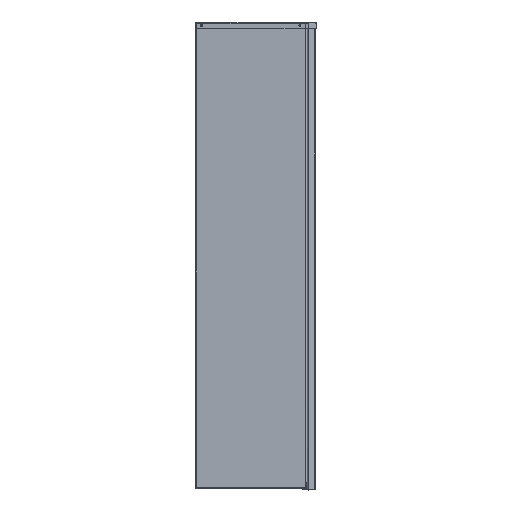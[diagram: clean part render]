
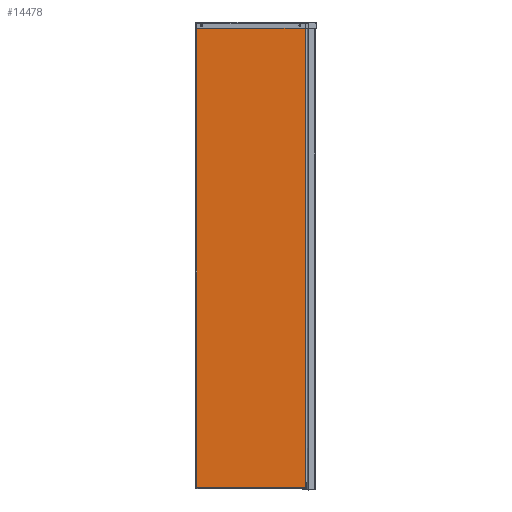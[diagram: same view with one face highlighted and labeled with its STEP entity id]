
A CAD part, top view. The second image highlights one B-rep face of the part: STEP entity #14478.
In plain terms, the highlighted planar face has unit normal (0, 0, 1).
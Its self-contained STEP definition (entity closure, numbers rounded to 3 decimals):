
#14478=ADVANCED_FACE('',(#28439,#28441,#28443),#28445,.T.);
#28439=FACE_BOUND('',#28440,.T.);
#28440=EDGE_LOOP('',(#37590,#37591,#37592,#37593,#37594,#37595,#37596,#37597,#37598,
#37599));
#28441=FACE_BOUND('',#28442,.T.);
#28442=EDGE_LOOP('',(#37600));
#28443=FACE_BOUND('',#28444,.T.);
#28444=EDGE_LOOP('',(#37601,#37602,#37603,#37604));
#28445=PLANE('',#28446);
#28446=AXIS2_PLACEMENT_3D('',#28447,#28448,#28449);
#28447=CARTESIAN_POINT('',(3100.664,274.759,1.));
#28448=DIRECTION('',(0.,0.,1.));
#28449=DIRECTION('',(1.,0.,0.));
#37590=ORIENTED_EDGE('',*,*,#42241,.F.);
#37591=ORIENTED_EDGE('',*,*,#42242,.T.);
#37592=ORIENTED_EDGE('',*,*,#42243,.T.);
#37593=ORIENTED_EDGE('',*,*,#42228,.F.);
#37594=ORIENTED_EDGE('',*,*,#42227,.F.);
#37595=ORIENTED_EDGE('',*,*,#42225,.F.);
#37596=ORIENTED_EDGE('',*,*,#42220,.F.);
#37597=ORIENTED_EDGE('',*,*,#42219,.F.);
#37598=ORIENTED_EDGE('',*,*,#42218,.F.);
#37599=ORIENTED_EDGE('',*,*,#42216,.T.);
#37600=ORIENTED_EDGE('',*,*,#41482,.T.);
#37601=ORIENTED_EDGE('',*,*,#42240,.T.);
#37602=ORIENTED_EDGE('',*,*,#42237,.T.);
#37603=ORIENTED_EDGE('',*,*,#42235,.T.);
#37604=ORIENTED_EDGE('',*,*,#42232,.T.);
#41482=EDGE_CURVE('',#47980,#47980,#47981,.T.);
#42216=EDGE_CURVE('',#49139,#49197,#49208,.T.);
#42218=EDGE_CURVE('',#49139,#49168,#49210,.T.);
#42219=EDGE_CURVE('',#49168,#49179,#49211,.T.);
#42220=EDGE_CURVE('',#49179,#49212,#49213,.T.);
#42225=EDGE_CURVE('',#49212,#49218,#49221,.T.);
#42227=EDGE_CURVE('',#49218,#49186,#49223,.T.);
#42228=EDGE_CURVE('',#49186,#49205,#49224,.T.);
#42232=EDGE_CURVE('',#49226,#49230,#49232,.T.);
#42235=EDGE_CURVE('',#49234,#49226,#49237,.T.);
#42237=EDGE_CURVE('',#49240,#49234,#49241,.T.);
#42240=EDGE_CURVE('',#49230,#49240,#49244,.T.);
#42241=EDGE_CURVE('',#49245,#49197,#49246,.T.);
#42242=EDGE_CURVE('',#49245,#49247,#49248,.T.);
#42243=EDGE_CURVE('',#49247,#49205,#49249,.T.);
#47980=VERTEX_POINT('',#65304);
#47981=CIRCLE('',#65305,2.25);
#49139=VERTEX_POINT('',#68277);
#49168=VERTEX_POINT('',#68455);
#49179=VERTEX_POINT('',#68514);
#49186=VERTEX_POINT('',#68582);
#49197=VERTEX_POINT('',#68634);
#49205=VERTEX_POINT('',#68679);
#49208=LINE('',#68715,#68716);
#49210=CIRCLE('',#68722,2.251);
#49211=LINE('',#68726,#68727);
#49212=VERTEX_POINT('',#68729);
#49213=CIRCLE('',#68730,2.251);
#49218=VERTEX_POINT('',#68743);
#49221=CIRCLE('',#68751,2.);
#49223=LINE('',#68758,#68759);
#49224=LINE('',#68761,#68762);
#49226=VERTEX_POINT('',#68765);
#49230=VERTEX_POINT('',#68774);
#49232=CIRCLE('',#68778,2.25);
#49234=VERTEX_POINT('',#68783);
#49237=LINE('',#68790,#68791);
#49240=VERTEX_POINT('',#68798);
#49241=CIRCLE('',#68799,2.25);
#49244=LINE('',#68809,#68810);
#49245=VERTEX_POINT('',#68812);
#49246=CIRCLE('',#68813,2.);
#49247=VERTEX_POINT('',#68817);
#49248=LINE('',#68818,#68819);
#49249=CIRCLE('',#68821,2.);
#65304=CARTESIAN_POINT('',(3560.021,2047.892,1.));
#65305=AXIS2_PLACEMENT_3D('',#65306,#65307,#65308);
#65306=CARTESIAN_POINT('',(3557.771,2047.892,1.));
#65307=DIRECTION('',(0.,0.,-1.));
#65308=DIRECTION('',(1.,0.,0.));
#68277=CARTESIAN_POINT('',(3571.274,2053.13,1.));
#68455=CARTESIAN_POINT('',(3572.598,2051.806,1.));
#68514=CARTESIAN_POINT('',(3572.598,917.687,1.));
#68582=CARTESIAN_POINT('',(3572.837,904.435,1.));
#68634=CARTESIAN_POINT('',(3302.742,2053.13,1.));
#68679=CARTESIAN_POINT('',(3302.737,904.435,1.));
#68715=CARTESIAN_POINT('',(3571.274,2053.13,1.));
#68716=VECTOR('',#68717,1.);
#68717=DIRECTION('',(-1.,0.,0.));
#68722=AXIS2_PLACEMENT_3D('',#68723,#68724,#68725);
#68723=CARTESIAN_POINT('',(3573.383,2053.916,1.));
#68724=DIRECTION('',(0.,0.,1.));
#68725=DIRECTION('',(-0.937,-0.349,0.));
#68726=CARTESIAN_POINT('',(3572.598,2051.806,1.));
#68727=VECTOR('',#68728,1.);
#68728=DIRECTION('',(0.,-1.,0.));
#68729=CARTESIAN_POINT('',(3572.053,913.805,1.));
#68730=AXIS2_PLACEMENT_3D('',#68731,#68732,#68733);
#68731=CARTESIAN_POINT('',(3573.422,915.592,1.));
#68732=DIRECTION('',(0.,0.,1.));
#68733=DIRECTION('',(-0.366,0.931,0.));
#68743=CARTESIAN_POINT('',(3572.836,912.217,1.));
#68751=AXIS2_PLACEMENT_3D('',#68752,#68753,#68754);
#68752=CARTESIAN_POINT('',(3570.836,912.217,1.));
#68753=DIRECTION('',(0.,0.,-1.));
#68754=DIRECTION('',(0.608,0.794,0.));
#68758=CARTESIAN_POINT('',(3572.836,912.217,1.));
#68759=VECTOR('',#68760,1.);
#68760=DIRECTION('',(0.,-1.,0.));
#68761=CARTESIAN_POINT('',(3572.837,904.435,1.));
#68762=VECTOR('',#68763,1.);
#68763=DIRECTION('',(-1.,0.,0.));
#68765=CARTESIAN_POINT('',(3312.888,2048.892,1.));
#68774=CARTESIAN_POINT('',(3317.388,2048.892,1.));
#68778=AXIS2_PLACEMENT_3D('',#68779,#68780,#68781);
#68779=CARTESIAN_POINT('',(3315.138,2048.892,1.));
#68780=DIRECTION('',(0.,0.,-1.));
#68781=DIRECTION('',(-1.,0.,0.));
#68783=CARTESIAN_POINT('',(3312.888,2047.892,1.));
#68790=CARTESIAN_POINT('',(3312.888,2047.892,1.));
#68791=VECTOR('',#68792,1.);
#68792=DIRECTION('',(0.,1.,0.));
#68798=CARTESIAN_POINT('',(3317.388,2047.892,1.));
#68799=AXIS2_PLACEMENT_3D('',#68800,#68801,#68802);
#68800=CARTESIAN_POINT('',(3315.138,2047.892,1.));
#68801=DIRECTION('',(0.,0.,-1.));
#68802=DIRECTION('',(1.,0.,0.));
#68809=CARTESIAN_POINT('',(3317.388,2048.892,1.));
#68810=VECTOR('',#68811,1.);
#68811=DIRECTION('',(0.,-1.,0.));
#68812=CARTESIAN_POINT('',(3302.395,2052.584,1.));
#68813=AXIS2_PLACEMENT_3D('',#68814,#68815,#68816);
#68814=CARTESIAN_POINT('',(3300.902,2053.916,1.));
#68815=DIRECTION('',(0.,0.,1.));
#68816=DIRECTION('',(0.746,-0.666,0.));
#68817=CARTESIAN_POINT('',(3302.395,904.971,1.));
#68818=CARTESIAN_POINT('',(3302.395,2052.584,1.));
#68819=VECTOR('',#68820,1.);
#68820=DIRECTION('',(0.,-1.,0.));
#68821=AXIS2_PLACEMENT_3D('',#68822,#68823,#68824);
#68822=CARTESIAN_POINT('',(3300.902,903.639,1.));
#68823=DIRECTION('',(0.,0.,-1.));
#68824=DIRECTION('',(0.746,0.666,0.));
